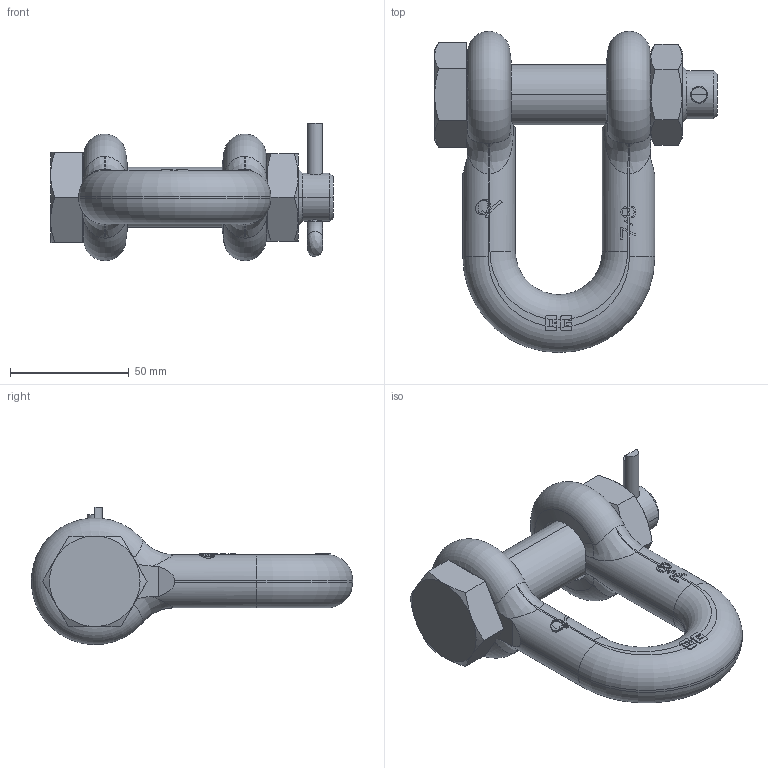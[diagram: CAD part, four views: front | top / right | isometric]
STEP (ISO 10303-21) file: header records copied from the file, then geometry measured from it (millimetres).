
FILE_DESCRIPTION((''),'2;1');
FILE_NAME('CROSBY_2150_088','2003-11-18T',('adoughty'),('The Crosby Group, Inc.'),'PRO/ENGINEER BY PARAMETRIC TECHNOLOGY CORPORATION, 2001150','PRO/ENGINEER BY PARAMETRIC TECHNOLOGY CORPORATION, 2001150','');
FILE_SCHEMA(('CONFIG_CONTROL_DESIGN'));
Length unit declared in the file: inch
Products named in the file (1): CROSBY_2150_088
Bounding box: 118.9 x 135.13 x 57.77 mm (x, y, z)
Volume: 200054.5 mm3; surface area: 43769.9 mm2
Topology: 3 solids, 3 shells, 292 faces, 797 edges, 514 vertices
Faces by surface type: plane 156, cylinder 77, bspline 21, torus 20, cone 18
Entity records: 11020 total; most frequent: CARTESIAN_POINT 4186, ORIENTED_EDGE 1594, DIRECTION 1170, EDGE_CURVE 797, VERTEX_POINT 514, AXIS2_PLACEMENT_3D 425, B_SPLINE_CURVE_WITH_KNOTS 323, VECTOR 320
